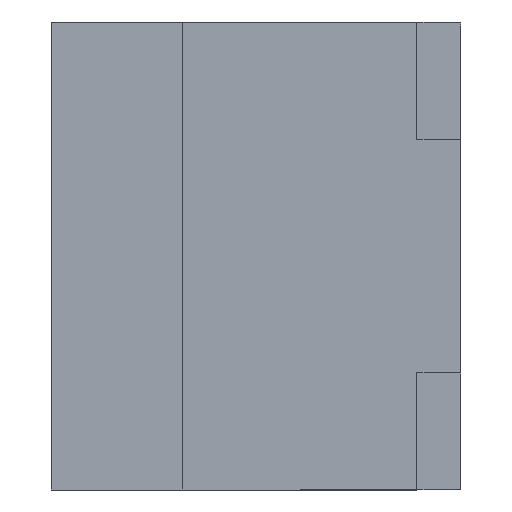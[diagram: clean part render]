
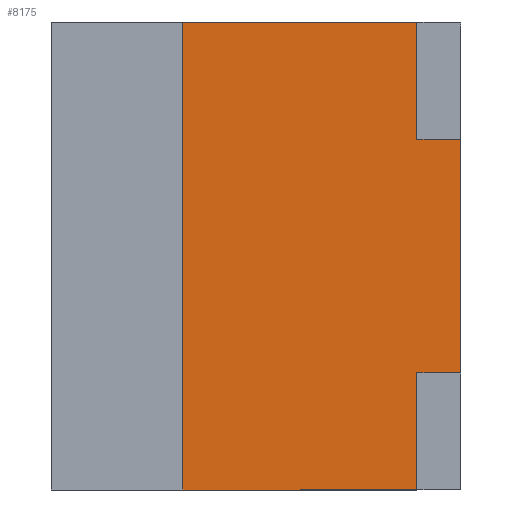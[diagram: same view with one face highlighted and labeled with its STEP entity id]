
A CAD part, left-side view. The second image highlights one B-rep face of the part: STEP entity #8175.
In plain terms, the highlighted planar face has unit normal (-1, 0, 0).
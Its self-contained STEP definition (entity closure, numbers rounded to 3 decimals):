
#687 = VECTOR ( 'NONE', #6350, 1000. ) ;
#1068 = EDGE_CURVE ( 'NONE', #7447, #6992, #8855, .T. ) ;
#1322 = VECTOR ( 'NONE', #8779, 1000. ) ;
#1513 = ORIENTED_EDGE ( 'NONE', *, *, #16626, .T. ) ;
#2265 = CARTESIAN_POINT ( 'NONE',  ( -2.25, 0., 1.6 ) ) ;
#2474 = CARTESIAN_POINT ( 'NONE',  ( -2.25, 0., -0.8 ) ) ;
#3767 = LINE ( 'NONE', #13584, #10916 ) ;
#3826 = CARTESIAN_POINT ( 'NONE',  ( -2.25, 2.8, 1.6 ) ) ;
#4636 = EDGE_CURVE ( 'NONE', #10156, #6992, #11691, .T. ) ;
#4759 = CARTESIAN_POINT ( 'NONE',  ( -2.25, 0.3, 1.6 ) ) ;
#5048 = DIRECTION ( 'NONE',  ( 0., 1., 0. ) ) ;
#5133 = VERTEX_POINT ( 'NONE', #8328 ) ;
#5741 = LINE ( 'NONE', #6795, #14420 ) ;
#6008 = EDGE_CURVE ( 'NONE', #5133, #17527, #15766, .T. ) ;
#6212 = VECTOR ( 'NONE', #16732, 1000. ) ;
#6294 = ORIENTED_EDGE ( 'NONE', *, *, #6008, .T. ) ;
#6350 = DIRECTION ( 'NONE',  ( 0., 0., 1. ) ) ;
#6354 = ORIENTED_EDGE ( 'NONE', *, *, #1068, .T. ) ;
#6795 = CARTESIAN_POINT ( 'NONE',  ( -2.25, 2.8, -1.6 ) ) ;
#6992 = VERTEX_POINT ( 'NONE', #14642 ) ;
#7447 = VERTEX_POINT ( 'NONE', #9585 ) ;
#8175 = ADVANCED_FACE ( 'NONE', ( #10955 ), #12360, .F. ) ;
#8259 = CARTESIAN_POINT ( 'NONE',  ( -2.25, 1.9, 1.6 ) ) ;
#8328 = CARTESIAN_POINT ( 'NONE',  ( -2.25, 0.3, -0.8 ) ) ;
#8373 = CARTESIAN_POINT ( 'NONE',  ( -2.25, 1.9, -1.6 ) ) ;
#8657 = VECTOR ( 'NONE', #18012, 1000. ) ;
#8779 = DIRECTION ( 'NONE',  ( 0., 0., 1. ) ) ;
#8844 = CARTESIAN_POINT ( 'NONE',  ( -2.25, 2.8, 1.6 ) ) ;
#8855 = LINE ( 'NONE', #4759, #1322 ) ;
#8922 = ORIENTED_EDGE ( 'NONE', *, *, #4636, .F. ) ;
#9090 = LINE ( 'NONE', #16477, #8657 ) ;
#9333 = ORIENTED_EDGE ( 'NONE', *, *, #11238, .T. ) ;
#9585 = CARTESIAN_POINT ( 'NONE',  ( -2.25, 0.3, 0.8 ) ) ;
#10156 = VERTEX_POINT ( 'NONE', #8259 ) ;
#10623 = DIRECTION ( 'NONE',  ( 0., 0., 1. ) ) ;
#10895 = CARTESIAN_POINT ( 'NONE',  ( -2.25, 0., -0.8 ) ) ;
#10916 = VECTOR ( 'NONE', #5048, 1000. ) ;
#10931 = ORIENTED_EDGE ( 'NONE', *, *, #12685, .T. ) ;
#10955 = FACE_OUTER_BOUND ( 'NONE', #12244, .T. ) ;
#11013 = DIRECTION ( 'NONE',  ( 1., 0., 0. ) ) ;
#11238 = EDGE_CURVE ( 'NONE', #17527, #14324, #11313, .T. ) ;
#11313 = LINE ( 'NONE', #2265, #687 ) ;
#11691 = LINE ( 'NONE', #8844, #12793 ) ;
#11803 = VERTEX_POINT ( 'NONE', #16331 ) ;
#12244 = EDGE_LOOP ( 'NONE', ( #10931, #6354, #8922, #1513, #15335, #15605, #6294, #9333 ) ) ;
#12360 = PLANE ( 'NONE',  #12575 ) ;
#12529 = VERTEX_POINT ( 'NONE', #8373 ) ;
#12575 = AXIS2_PLACEMENT_3D ( 'NONE', #3826, #11013, #16710 ) ;
#12685 = EDGE_CURVE ( 'NONE', #14324, #7447, #3767, .T. ) ;
#12713 = EDGE_CURVE ( 'NONE', #11803, #5133, #15361, .T. ) ;
#12793 = VECTOR ( 'NONE', #14311, 1000. ) ;
#13497 = EDGE_CURVE ( 'NONE', #12529, #11803, #5741, .T. ) ;
#13517 = CARTESIAN_POINT ( 'NONE',  ( -2.25, 0., 0.8 ) ) ;
#13584 = CARTESIAN_POINT ( 'NONE',  ( -2.25, 0., 0.8 ) ) ;
#14030 = VECTOR ( 'NONE', #10623, 1000. ) ;
#14311 = DIRECTION ( 'NONE',  ( 0., -1., 0. ) ) ;
#14324 = VERTEX_POINT ( 'NONE', #13517 ) ;
#14420 = VECTOR ( 'NONE', #16742, 1000. ) ;
#14642 = CARTESIAN_POINT ( 'NONE',  ( -2.25, 0.3, 1.6 ) ) ;
#15335 = ORIENTED_EDGE ( 'NONE', *, *, #13497, .T. ) ;
#15361 = LINE ( 'NONE', #17743, #14030 ) ;
#15605 = ORIENTED_EDGE ( 'NONE', *, *, #12713, .T. ) ;
#15766 = LINE ( 'NONE', #10895, #6212 ) ;
#16331 = CARTESIAN_POINT ( 'NONE',  ( -2.25, 0.3, -1.6 ) ) ;
#16477 = CARTESIAN_POINT ( 'NONE',  ( -2.25, 1.9, 1.6 ) ) ;
#16626 = EDGE_CURVE ( 'NONE', #10156, #12529, #9090, .T. ) ;
#16710 = DIRECTION ( 'NONE',  ( 0., 0., -1. ) ) ;
#16732 = DIRECTION ( 'NONE',  ( 0., -1., 0. ) ) ;
#16742 = DIRECTION ( 'NONE',  ( 0., -1., 0. ) ) ;
#17527 = VERTEX_POINT ( 'NONE', #2474 ) ;
#17743 = CARTESIAN_POINT ( 'NONE',  ( -2.25, 0.3, -1.6 ) ) ;
#18012 = DIRECTION ( 'NONE',  ( 0., 0., -1. ) ) ;
